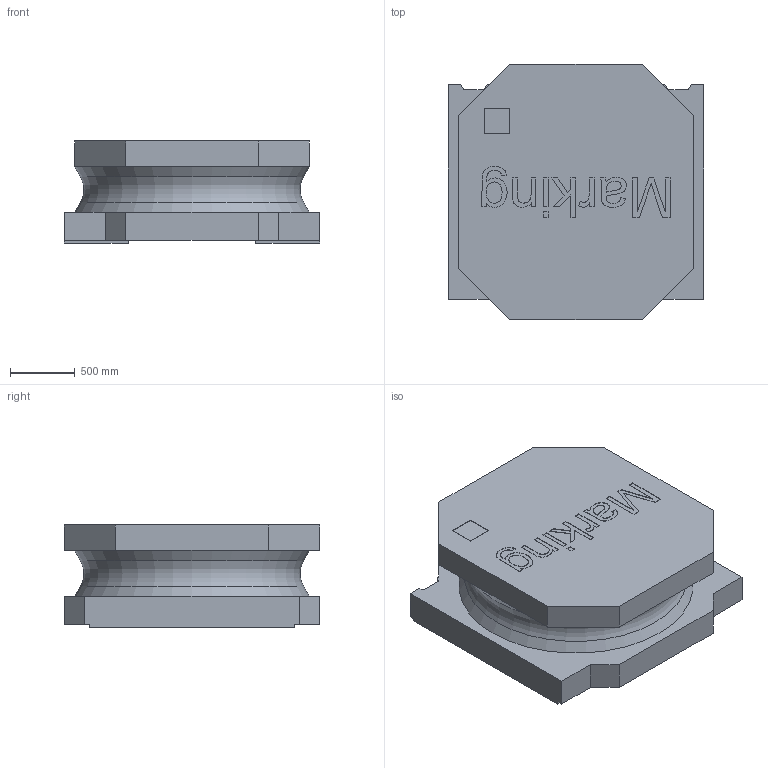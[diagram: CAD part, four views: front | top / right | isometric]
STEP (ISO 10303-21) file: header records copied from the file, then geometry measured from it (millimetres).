
FILE_DESCRIPTION(/* description */ ('Unknown'),/* implementation_level */ '2;1');
FILE_NAME(/* name */ 'L_Wurth_WE-LQS_5020',/* time_stamp */ '2022-03-08T10:55:56+08:00',/* author */ ('Unknown'),/* organization */ ('Unknown'),/* preprocessor_version */ 'ST-DEVELOPER v16.7',/* originating_system */ 'Solid Edge',/* authorisation */ 'Unknown');
FILE_SCHEMA (('AUTOMOTIVE_DESIGN {1 0 10303 214 3 1 1}'));
Length unit declared in the file: millimetre
Products named in the file (2): L_Wurth_WE-LQS_5020
Assembly tree (1 placements, depth 2):
  L_Wurth_WE-LQS_5020
    L_Wurth_WE-LQS_5020
Bounding box: 1968.5 x 1968.5 x 787.4 mm (x, y, z)
Volume: 2277243805.6 mm3; surface area: 13843775.5 mm2
Topology: 1 solids, 1 shells, 121 faces, 317 edges, 210 vertices
Faces by surface type: plane 102, bspline 13, cylinder 3, cone 2, torus 1
Entity records: 6858 total; most frequent: CARTESIAN_POINT 3082, ORIENTED_EDGE 624, DIRECTION 516, EDGE_CURVE 312, LINE 274, VECTOR 274, VERTEX_POINT 209, EDGE_LOOP 137
